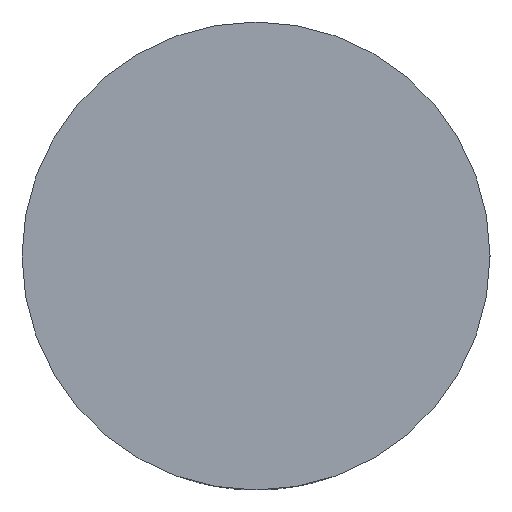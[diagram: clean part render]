
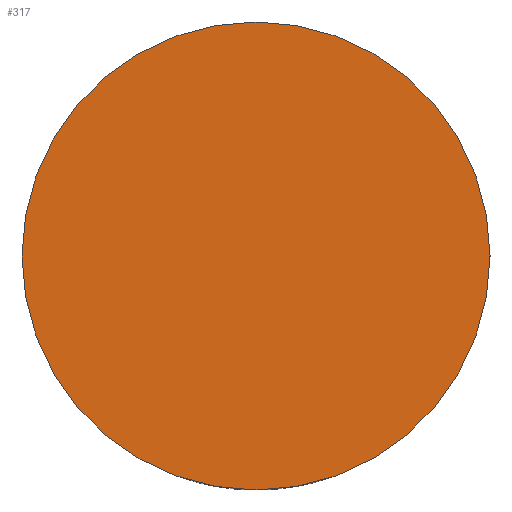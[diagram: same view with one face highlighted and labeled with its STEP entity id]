
A CAD part, left-side view. The second image highlights one B-rep face of the part: STEP entity #317.
In plain terms, the highlighted planar face has unit normal (-1, 0, 0).
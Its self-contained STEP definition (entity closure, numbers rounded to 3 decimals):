
#39=CIRCLE('',#371,4.);
#76=FACE_OUTER_BOUND('',#108,.T.);
#108=EDGE_LOOP('',(#284));
#171=VERTEX_POINT('',#620);
#209=EDGE_CURVE('',#171,#171,#39,.T.);
#284=ORIENTED_EDGE('',*,*,#209,.T.);
#296=PLANE('',#372);
#317=ADVANCED_FACE('',(#76),#296,.F.);
#371=AXIS2_PLACEMENT_3D('',#621,#456,#457);
#372=AXIS2_PLACEMENT_3D('',#622,#458,#459);
#456=DIRECTION('center_axis',(-1.,0.,0.));
#457=DIRECTION('ref_axis',(0.,-1.,0.));
#458=DIRECTION('center_axis',(1.,0.,0.));
#459=DIRECTION('ref_axis',(0.,0.,-1.));
#620=CARTESIAN_POINT('',(-105.,4.,0.));
#621=CARTESIAN_POINT('Origin',(-105.,0.,0.));
#622=CARTESIAN_POINT('Origin',(-105.,0.,0.));
